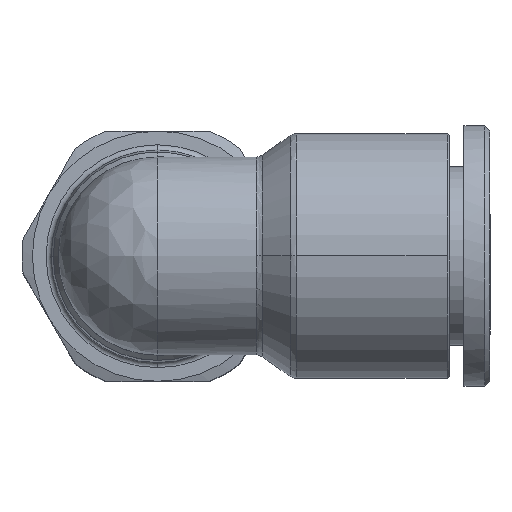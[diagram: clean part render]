
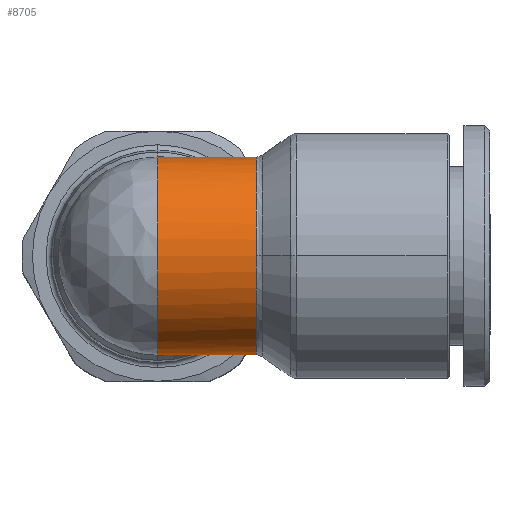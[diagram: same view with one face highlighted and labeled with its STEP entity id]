
A CAD part, top view. The second image highlights one B-rep face of the part: STEP entity #8705.
In plain terms, the highlighted cylindrical face has radius 9.5 mm (diameter 19 mm), a partial arc.
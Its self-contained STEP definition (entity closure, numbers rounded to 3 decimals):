
#110 = ORIENTED_EDGE ( 'NONE', *, *, #4797, .F. ) ;
#205 = CARTESIAN_POINT ( 'NONE',  ( -0.301, 4.938, -8.143 ) ) ;
#214 = CARTESIAN_POINT ( 'NONE',  ( -0.758, 4.341, -8.45 ) ) ;
#259 = CARTESIAN_POINT ( 'NONE',  ( -0.758, 4.341, -8.45 ) ) ;
#416 = CARTESIAN_POINT ( 'NONE',  ( -0.301, -4.938, -8.143 ) ) ;
#607 = CARTESIAN_POINT ( 'NONE',  ( 5.294, -9.5, -2.956 ) ) ;
#696 = CARTESIAN_POINT ( 'NONE',  ( -0.758, 4.341, -8.45 ) ) ;
#781 = EDGE_CURVE ( 'NONE', #8681, #1959, #5565, .T. ) ;
#913 = CARTESIAN_POINT ( 'NONE',  ( 0.222, 5.448, -7.803 ) ) ;
#1003 = ORIENTED_EDGE ( 'NONE', *, *, #8727, .F. ) ;
#1019 = CARTESIAN_POINT ( 'NONE',  ( -0.938, -3.97, -8.641 ) ) ;
#1105 = EDGE_CURVE ( 'NONE', #8681, #4156, #3442, .T. ) ;
#1171 = CARTESIAN_POINT ( 'NONE',  ( 8.25, 9.5, 0. ) ) ;
#1196 = DIRECTION ( 'NONE',  ( -1., 0., 0. ) ) ;
#1624 = CARTESIAN_POINT ( 'NONE',  ( 0.8, 5.895, -7.45 ) ) ;
#1670 = CARTESIAN_POINT ( 'NONE',  ( -1.234, -3.172, -8.955 ) ) ;
#1727 = ORIENTED_EDGE ( 'NONE', *, *, #1105, .F. ) ;
#1852 = CARTESIAN_POINT ( 'NONE',  ( 0.8, 5.895, -7.45 ) ) ;
#1893 = VERTEX_POINT ( 'NONE', #4876 ) ;
#1959 = VERTEX_POINT ( 'NONE', #8402 ) ;
#2005 = DIRECTION ( 'NONE',  ( 0., -1., 0. ) ) ;
#2068 = VERTEX_POINT ( 'NONE', #8631 ) ;
#2069 = CARTESIAN_POINT ( 'NONE',  ( 0.8, -5.895, -7.45 ) ) ;
#2198 = VERTEX_POINT ( 'NONE', #8959 ) ;
#2253 = AXIS2_PLACEMENT_3D ( 'NONE', #6512, #4443, #7246 ) ;
#2352 =( BOUNDED_CURVE ( )  B_SPLINE_CURVE ( 3, ( #2069, #9027, #607, #3458 ),
 .UNSPECIFIED., .F., .F. ) 
 B_SPLINE_CURVE_WITH_KNOTS ( ( 4, 4 ),
 ( 0.669, 1.571 ),
 .UNSPECIFIED. ) 
 CURVE ( )  GEOMETRIC_REPRESENTATION_ITEM ( )  RATIONAL_B_SPLINE_CURVE ( ( 1., 0.933, 0.933, 1. ) ) 
 REPRESENTATION_ITEM ( '' )  );
#2384 = AXIS2_PLACEMENT_3D ( 'NONE', #8621, #6552, #5795 ) ;
#2491 = CARTESIAN_POINT ( 'NONE',  ( -1.234, 0., 0. ) ) ;
#2558 = CARTESIAN_POINT ( 'NONE',  ( 2.634, 8.213, -5.616 ) ) ;
#2633 = ORIENTED_EDGE ( 'NONE', *, *, #3147, .T. ) ;
#2704 = EDGE_CURVE ( 'NONE', #6234, #2068, #8328, .T. ) ;
#2904 = AXIS2_PLACEMENT_3D ( 'NONE', #8887, #6216, #2005 ) ;
#2947 = ORIENTED_EDGE ( 'NONE', *, *, #2704, .F. ) ;
#2958 = ORIENTED_EDGE ( 'NONE', *, *, #3749, .T. ) ;
#3147 = EDGE_CURVE ( 'NONE', #7698, #1893, #7207, .T. ) ;
#3284 = CARTESIAN_POINT ( 'NONE',  ( 5.294, 9.5, -2.956 ) ) ;
#3442 = B_SPLINE_CURVE_WITH_KNOTS ( 'NONE', 3,
 ( #696, #205, #913, #1624 ),
 .UNSPECIFIED., .F., .F.,
 ( 4, 4 ),
 ( 0., 0.002 ),
 .UNSPECIFIED. ) ;
#3458 = CARTESIAN_POINT ( 'NONE',  ( 8.25, -9.5, 0. ) ) ;
#3733 = CARTESIAN_POINT ( 'NONE',  ( -1.097, 3.581, -8.81 ) ) ;
#3749 = EDGE_CURVE ( 'NONE', #6234, #5571, #6410, .T. ) ;
#3863 = B_SPLINE_CURVE_WITH_KNOTS ( 'NONE', 3,
 ( #6746, #5919, #416, #5279 ),
 .UNSPECIFIED., .F., .F.,
 ( 4, 4 ),
 ( 0., 0.002 ),
 .UNSPECIFIED. ) ;
#4156 = VERTEX_POINT ( 'NONE', #4841 ) ;
#4417 = CARTESIAN_POINT ( 'NONE',  ( -0.938, 3.97, -8.641 ) ) ;
#4443 = DIRECTION ( 'NONE',  ( -1., 0., 0. ) ) ;
#4464 = FACE_OUTER_BOUND ( 'NONE', #7375, .T. ) ;
#4797 = EDGE_CURVE ( 'NONE', #4156, #1893, #8502, .T. ) ;
#4841 = CARTESIAN_POINT ( 'NONE',  ( 0.8, 5.895, -7.45 ) ) ;
#4876 = CARTESIAN_POINT ( 'NONE',  ( 8.25, 9.5, 0. ) ) ;
#4898 = CYLINDRICAL_SURFACE ( 'NONE', #2384, 9.5 ) ;
#5226 = CARTESIAN_POINT ( 'NONE',  ( 8.25, -9.5, 0. ) ) ;
#5279 = CARTESIAN_POINT ( 'NONE',  ( -0.758, -4.341, -8.45 ) ) ;
#5364 = DIRECTION ( 'NONE',  ( 0., -1., 0. ) ) ;
#5433 = EDGE_CURVE ( 'NONE', #2198, #7698, #2352, .T. ) ;
#5565 = B_SPLINE_CURVE_WITH_KNOTS ( 'NONE', 3,
 ( #214, #4417, #3733, #7921 ),
 .UNSPECIFIED., .F., .F.,
 ( 4, 4 ),
 ( 0., 0.001 ),
 .UNSPECIFIED. ) ;
#5571 = VERTEX_POINT ( 'NONE', #7752 ) ;
#5795 = DIRECTION ( 'NONE',  ( 0., 0., -1. ) ) ;
#5822 = CARTESIAN_POINT ( 'NONE',  ( -0.758, -4.341, -8.45 ) ) ;
#5919 = CARTESIAN_POINT ( 'NONE',  ( 0.222, -5.448, -7.803 ) ) ;
#6047 = EDGE_CURVE ( 'NONE', #2068, #1959, #7284, .T. ) ;
#6216 = DIRECTION ( 'NONE',  ( -1., 0., 0. ) ) ;
#6232 = CARTESIAN_POINT ( 'NONE',  ( -1.234, -3.172, -8.955 ) ) ;
#6234 = VERTEX_POINT ( 'NONE', #6232 ) ;
#6410 = B_SPLINE_CURVE_WITH_KNOTS ( 'NONE', 3,
 ( #1670, #8702, #1019, #5822 ),
 .UNSPECIFIED., .F., .F.,
 ( 4, 4 ),
 ( 0., 0.001 ),
 .UNSPECIFIED. ) ;
#6512 = CARTESIAN_POINT ( 'NONE',  ( 8.25, 0., 0. ) ) ;
#6552 = DIRECTION ( 'NONE',  ( 1., 0., 0. ) ) ;
#6633 = ORIENTED_EDGE ( 'NONE', *, *, #5433, .T. ) ;
#6746 = CARTESIAN_POINT ( 'NONE',  ( 0.8, -5.895, -7.45 ) ) ;
#7026 = ORIENTED_EDGE ( 'NONE', *, *, #6047, .F. ) ;
#7207 = CIRCLE ( 'NONE', #2253, 9.5 ) ;
#7246 = DIRECTION ( 'NONE',  ( 0., 0., -1. ) ) ;
#7284 = CIRCLE ( 'NONE', #8196, 9.5 ) ;
#7375 = EDGE_LOOP ( 'NONE', ( #8024, #7026, #2947, #2958, #1003, #6633, #2633, #110, #1727 ) ) ;
#7698 = VERTEX_POINT ( 'NONE', #5226 ) ;
#7752 = CARTESIAN_POINT ( 'NONE',  ( -0.758, -4.341, -8.45 ) ) ;
#7921 = CARTESIAN_POINT ( 'NONE',  ( -1.234, 3.172, -8.955 ) ) ;
#8024 = ORIENTED_EDGE ( 'NONE', *, *, #781, .T. ) ;
#8196 = AXIS2_PLACEMENT_3D ( 'NONE', #2491, #1196, #5364 ) ;
#8328 = CIRCLE ( 'NONE', #2904, 9.5 ) ;
#8402 = CARTESIAN_POINT ( 'NONE',  ( -1.234, 3.172, -8.955 ) ) ;
#8502 =( BOUNDED_CURVE ( )  B_SPLINE_CURVE ( 3, ( #1852, #2558, #3284, #1171 ),
 .UNSPECIFIED., .F., .F. ) 
 B_SPLINE_CURVE_WITH_KNOTS ( ( 4, 4 ),
 ( 3.811, 4.712 ),
 .UNSPECIFIED. ) 
 CURVE ( )  GEOMETRIC_REPRESENTATION_ITEM ( )  RATIONAL_B_SPLINE_CURVE ( ( 1., 0.933, 0.933, 1. ) ) 
 REPRESENTATION_ITEM ( '' )  );
#8621 = CARTESIAN_POINT ( 'NONE',  ( 3.35, 0., 0. ) ) ;
#8631 = CARTESIAN_POINT ( 'NONE',  ( -1.234, 0., 9.5 ) ) ;
#8681 = VERTEX_POINT ( 'NONE', #259 ) ;
#8702 = CARTESIAN_POINT ( 'NONE',  ( -1.097, -3.581, -8.81 ) ) ;
#8705 = ADVANCED_FACE ( 'NONE', ( #4464 ), #4898, .T. ) ;
#8727 = EDGE_CURVE ( 'NONE', #2198, #5571, #3863, .T. ) ;
#8887 = CARTESIAN_POINT ( 'NONE',  ( -1.234, 0., 0. ) ) ;
#8959 = CARTESIAN_POINT ( 'NONE',  ( 0.8, -5.895, -7.45 ) ) ;
#9027 = CARTESIAN_POINT ( 'NONE',  ( 2.634, -8.213, -5.616 ) ) ;
